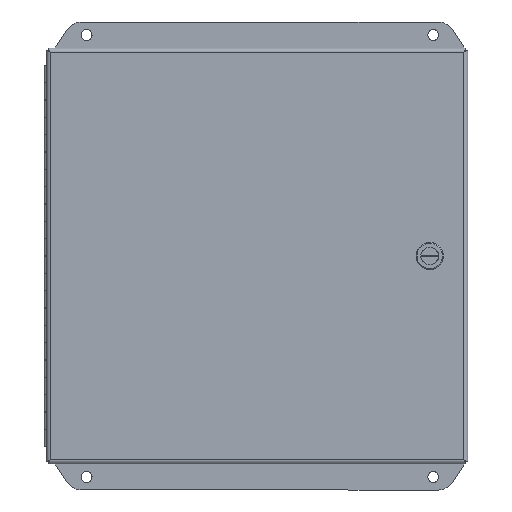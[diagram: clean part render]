
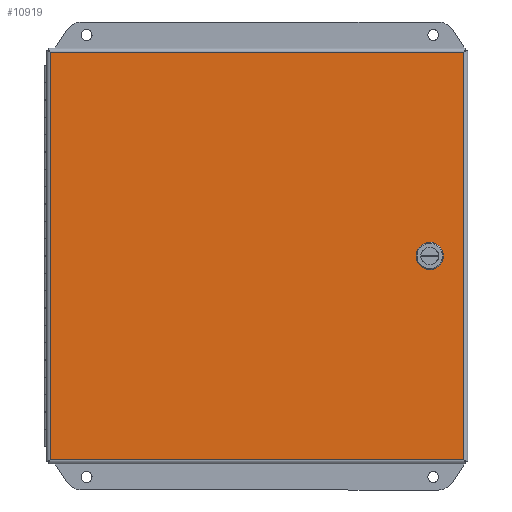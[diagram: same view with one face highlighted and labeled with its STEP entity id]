
A CAD part, front view. The second image highlights one B-rep face of the part: STEP entity #10919.
In plain terms, the highlighted planar face has unit normal (0, -1, 0).
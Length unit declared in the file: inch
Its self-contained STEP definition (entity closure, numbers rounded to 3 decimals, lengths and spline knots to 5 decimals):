
#266 = FACE_OUTER_BOUND ( 'NONE', #14969, .T. ) ;
#305 = CARTESIAN_POINT ( 'NONE',  ( 4.97559, -6.61697, -0.331 ) ) ;
#385 = DIRECTION ( 'NONE',  ( -0.707, 0., -0.707 ) ) ;
#719 = ORIENTED_EDGE ( 'NONE', *, *, #23945, .F. ) ;
#986 = LINE ( 'NONE', #16342, #24292 ) ;
#1193 = VERTEX_POINT ( 'NONE', #15109 ) ;
#1429 = VERTEX_POINT ( 'NONE', #4219 ) ;
#1455 = CARTESIAN_POINT ( 'NONE',  ( 5.8785, -6.61697, 5.8785 ) ) ;
#1898 = LINE ( 'NONE', #11331, #5910 ) ;
#2049 = LINE ( 'NONE', #5805, #8816 ) ;
#2605 = DIRECTION ( 'NONE',  ( 1., 0., 0. ) ) ;
#3421 = CARTESIAN_POINT ( 'NONE',  ( -6.0455, -6.61697, 5.8785 ) ) ;
#3785 = DIRECTION ( 'NONE',  ( -0.707, 0., 0.707 ) ) ;
#3839 = VECTOR ( 'NONE', #12975, 39.37008 ) ;
#4050 = VERTEX_POINT ( 'NONE', #21659 ) ;
#4054 = VERTEX_POINT ( 'NONE', #8758 ) ;
#4119 = DIRECTION ( 'NONE',  ( 0., -1., 0. ) ) ;
#4161 = VECTOR ( 'NONE', #2605, 39.37008 ) ;
#4219 = CARTESIAN_POINT ( 'NONE',  ( 4.569, -6.61697, 0.07559 ) ) ;
#4476 = CARTESIAN_POINT ( 'NONE',  ( -6.0455, -6.61697, -5.8785 ) ) ;
#4644 = VERTEX_POINT ( 'NONE', #11801 ) ;
#4847 = EDGE_CURVE ( 'NONE', #18169, #7159, #8950, .T. ) ;
#5169 = CARTESIAN_POINT ( 'NONE',  ( 4.97559, -6.61697, 0.331 ) ) ;
#5441 = LINE ( 'NONE', #9288, #3839 ) ;
#5760 = EDGE_CURVE ( 'NONE', #4050, #13135, #1898, .T. ) ;
#5805 = CARTESIAN_POINT ( 'NONE',  ( 4.569, -6.61697, -0.07559 ) ) ;
#5910 = VECTOR ( 'NONE', #24097, 39.37008 ) ;
#6206 = LINE ( 'NONE', #23050, #18684 ) ;
#6387 = VERTEX_POINT ( 'NONE', #1455 ) ;
#6563 = CARTESIAN_POINT ( 'NONE',  ( -6.0455, -6.61697, -5.8785 ) ) ;
#6739 = LINE ( 'NONE', #10451, #13183 ) ;
#6963 = CARTESIAN_POINT ( 'NONE',  ( -6.0455, -6.61697, -5.8785 ) ) ;
#7159 = VERTEX_POINT ( 'NONE', #16768 ) ;
#7511 = CARTESIAN_POINT ( 'NONE',  ( 4.97559, -6.61697, 0.331 ) ) ;
#7841 = PLANE ( 'NONE',  #23678 ) ;
#8688 = DIRECTION ( 'NONE',  ( 1., 0., 0. ) ) ;
#8758 = CARTESIAN_POINT ( 'NONE',  ( 4.82441, -6.61697, 0.331 ) ) ;
#8816 = VECTOR ( 'NONE', #21032, 39.37008 ) ;
#8868 = VECTOR ( 'NONE', #3785, 39.37008 ) ;
#8950 = LINE ( 'NONE', #22931, #24358 ) ;
#9288 = CARTESIAN_POINT ( 'NONE',  ( 5.231, -6.61697, 0.07559 ) ) ;
#9305 = ORIENTED_EDGE ( 'NONE', *, *, #20039, .T. ) ;
#9404 = EDGE_CURVE ( 'NONE', #6387, #1193, #22032, .T. ) ;
#9810 = DIRECTION ( 'NONE',  ( 0., 0., -1. ) ) ;
#9900 = DIRECTION ( 'NONE',  ( 0., 0., 1. ) ) ;
#9922 = CARTESIAN_POINT ( 'NONE',  ( -6.0455, -6.61697, -5.8785 ) ) ;
#10451 = CARTESIAN_POINT ( 'NONE',  ( 4.82441, -6.61697, 0.331 ) ) ;
#10543 = VERTEX_POINT ( 'NONE', #5169 ) ;
#10919 = ADVANCED_FACE ( 'NONE', ( #17250, #266 ), #7841, .T. ) ;
#10977 = DIRECTION ( 'NONE',  ( -1., 0., 0. ) ) ;
#11331 = CARTESIAN_POINT ( 'NONE',  ( 4.82441, -6.61697, -0.331 ) ) ;
#11388 = VERTEX_POINT ( 'NONE', #14666 ) ;
#11801 = CARTESIAN_POINT ( 'NONE',  ( 5.231, -6.61697, 0.07559 ) ) ;
#11877 = ORIENTED_EDGE ( 'NONE', *, *, #5760, .F. ) ;
#11928 = ORIENTED_EDGE ( 'NONE', *, *, #18777, .T. ) ;
#11948 = EDGE_CURVE ( 'NONE', #4054, #1429, #23214, .T. ) ;
#12642 = DIRECTION ( 'NONE',  ( 0.707, 0., 0.707 ) ) ;
#12737 = ORIENTED_EDGE ( 'NONE', *, *, #13737, .F. ) ;
#12975 = DIRECTION ( 'NONE',  ( 0., 0., 1. ) ) ;
#13135 = VERTEX_POINT ( 'NONE', #22396 ) ;
#13183 = VECTOR ( 'NONE', #15783, 39.37008 ) ;
#13629 = VECTOR ( 'NONE', #10977, 39.37008 ) ;
#13737 = EDGE_CURVE ( 'NONE', #7159, #4644, #5441, .T. ) ;
#14666 = CARTESIAN_POINT ( 'NONE',  ( 5.8785, -6.61697, -5.8785 ) ) ;
#14678 = ORIENTED_EDGE ( 'NONE', *, *, #18562, .F. ) ;
#14886 = ORIENTED_EDGE ( 'NONE', *, *, #24544, .T. ) ;
#14969 = EDGE_LOOP ( 'NONE', ( #11928, #15063, #9305, #14886 ) ) ;
#15063 = ORIENTED_EDGE ( 'NONE', *, *, #9404, .T. ) ;
#15109 = CARTESIAN_POINT ( 'NONE',  ( -6.0455, -6.61697, 5.8785 ) ) ;
#15783 = DIRECTION ( 'NONE',  ( -1., 0., 0. ) ) ;
#16267 = VERTEX_POINT ( 'NONE', #6563 ) ;
#16342 = CARTESIAN_POINT ( 'NONE',  ( 4.97559, -6.61697, -0.331 ) ) ;
#16472 = LINE ( 'NONE', #6963, #22559 ) ;
#16595 = DIRECTION ( 'NONE',  ( 0., 0., -1. ) ) ;
#16732 = EDGE_LOOP ( 'NONE', ( #22228, #11877, #18475, #19088, #14678, #719, #12737, #20135 ) ) ;
#16768 = CARTESIAN_POINT ( 'NONE',  ( 5.231, -6.61697, -0.07559 ) ) ;
#17250 = FACE_BOUND ( 'NONE', #16732, .T. ) ;
#17369 = CARTESIAN_POINT ( 'NONE',  ( 4.569, -6.61697, 0.07559 ) ) ;
#17863 = VECTOR ( 'NONE', #385, 39.37008 ) ;
#18169 = VERTEX_POINT ( 'NONE', #305 ) ;
#18475 = ORIENTED_EDGE ( 'NONE', *, *, #22472, .F. ) ;
#18562 = EDGE_CURVE ( 'NONE', #10543, #4054, #6739, .T. ) ;
#18684 = VECTOR ( 'NONE', #9900, 39.37008 ) ;
#18777 = EDGE_CURVE ( 'NONE', #11388, #6387, #6206, .T. ) ;
#19088 = ORIENTED_EDGE ( 'NONE', *, *, #11948, .F. ) ;
#19609 = LINE ( 'NONE', #4476, #4161 ) ;
#20039 = EDGE_CURVE ( 'NONE', #1193, #16267, #16472, .T. ) ;
#20135 = ORIENTED_EDGE ( 'NONE', *, *, #4847, .F. ) ;
#21032 = DIRECTION ( 'NONE',  ( 0., 0., -1. ) ) ;
#21659 = CARTESIAN_POINT ( 'NONE',  ( 4.569, -6.61697, -0.07559 ) ) ;
#22032 = LINE ( 'NONE', #3421, #13629 ) ;
#22228 = ORIENTED_EDGE ( 'NONE', *, *, #23504, .F. ) ;
#22396 = CARTESIAN_POINT ( 'NONE',  ( 4.82441, -6.61697, -0.331 ) ) ;
#22472 = EDGE_CURVE ( 'NONE', #1429, #4050, #2049, .T. ) ;
#22504 = LINE ( 'NONE', #7511, #8868 ) ;
#22559 = VECTOR ( 'NONE', #16595, 39.37008 ) ;
#22931 = CARTESIAN_POINT ( 'NONE',  ( 5.231, -6.61697, -0.07559 ) ) ;
#23050 = CARTESIAN_POINT ( 'NONE',  ( 5.8785, -6.61697, -5.8785 ) ) ;
#23214 = LINE ( 'NONE', #17369, #17863 ) ;
#23504 = EDGE_CURVE ( 'NONE', #13135, #18169, #986, .T. ) ;
#23678 = AXIS2_PLACEMENT_3D ( 'NONE', #9922, #4119, #9810 ) ;
#23945 = EDGE_CURVE ( 'NONE', #4644, #10543, #22504, .T. ) ;
#24097 = DIRECTION ( 'NONE',  ( 0.707, 0., -0.707 ) ) ;
#24292 = VECTOR ( 'NONE', #8688, 39.37008 ) ;
#24358 = VECTOR ( 'NONE', #12642, 39.37008 ) ;
#24544 = EDGE_CURVE ( 'NONE', #16267, #11388, #19609, .T. ) ;
